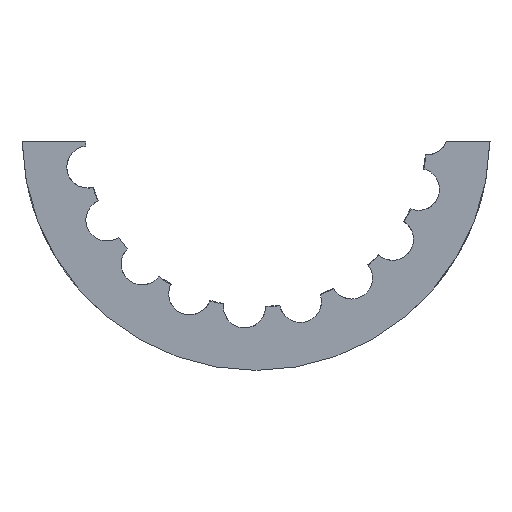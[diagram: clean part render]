
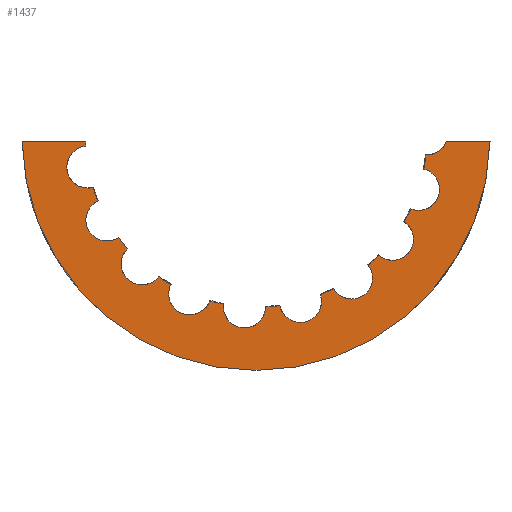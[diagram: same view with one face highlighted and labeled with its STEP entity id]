
A CAD part, front view. The second image highlights one B-rep face of the part: STEP entity #1437.
In plain terms, the highlighted planar face has unit normal (0, -1, 0).
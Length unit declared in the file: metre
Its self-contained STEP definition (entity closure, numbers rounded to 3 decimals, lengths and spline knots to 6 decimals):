
#32=PLANE('',#1632);
#89=LINE('',#2745,#151);
#90=LINE('',#2746,#152);
#151=VECTOR('',#2042,1.);
#152=VECTOR('',#2043,1.);
#401=ORIENTED_EDGE('',*,*,#809,.F.);
#402=ORIENTED_EDGE('',*,*,#810,.T.);
#403=ORIENTED_EDGE('',*,*,#811,.T.);
#404=ORIENTED_EDGE('',*,*,#802,.T.);
#405=ORIENTED_EDGE('',*,*,#812,.T.);
#406=ORIENTED_EDGE('',*,*,#813,.F.);
#407=ORIENTED_EDGE('',*,*,#712,.T.);
#408=ORIENTED_EDGE('',*,*,#814,.F.);
#409=ORIENTED_EDGE('',*,*,#704,.T.);
#410=ORIENTED_EDGE('',*,*,#815,.F.);
#411=ORIENTED_EDGE('',*,*,#710,.T.);
#412=ORIENTED_EDGE('',*,*,#816,.F.);
#413=ORIENTED_EDGE('',*,*,#700,.T.);
#414=ORIENTED_EDGE('',*,*,#817,.F.);
#415=ORIENTED_EDGE('',*,*,#696,.T.);
#416=ORIENTED_EDGE('',*,*,#818,.F.);
#417=ORIENTED_EDGE('',*,*,#692,.T.);
#418=ORIENTED_EDGE('',*,*,#819,.F.);
#419=ORIENTED_EDGE('',*,*,#688,.T.);
#420=ORIENTED_EDGE('',*,*,#820,.F.);
#421=ORIENTED_EDGE('',*,*,#684,.T.);
#422=ORIENTED_EDGE('',*,*,#821,.F.);
#423=ORIENTED_EDGE('',*,*,#680,.T.);
#680=EDGE_CURVE('',#900,#898,#1030,.T.);
#684=EDGE_CURVE('',#904,#902,#1032,.T.);
#688=EDGE_CURVE('',#908,#906,#1034,.T.);
#692=EDGE_CURVE('',#912,#910,#1036,.T.);
#696=EDGE_CURVE('',#916,#914,#1038,.T.);
#700=EDGE_CURVE('',#920,#918,#1040,.T.);
#704=EDGE_CURVE('',#924,#922,#1042,.T.);
#710=EDGE_CURVE('',#927,#929,#1045,.T.);
#712=EDGE_CURVE('',#932,#930,#1046,.T.);
#802=EDGE_CURVE('',#995,#997,#1113,.T.);
#809=EDGE_CURVE('',#998,#898,#1114,.T.);
#810=EDGE_CURVE('',#998,#999,#1115,.T.);
#811=EDGE_CURVE('',#999,#995,#89,.T.);
#812=EDGE_CURVE('',#997,#1000,#90,.T.);
#813=EDGE_CURVE('',#932,#1000,#1116,.T.);
#814=EDGE_CURVE('',#924,#930,#1117,.T.);
#815=EDGE_CURVE('',#927,#922,#1118,.T.);
#816=EDGE_CURVE('',#920,#929,#1119,.T.);
#817=EDGE_CURVE('',#916,#918,#1120,.T.);
#818=EDGE_CURVE('',#912,#914,#1121,.T.);
#819=EDGE_CURVE('',#908,#910,#1122,.T.);
#820=EDGE_CURVE('',#904,#906,#1123,.T.);
#821=EDGE_CURVE('',#900,#902,#1124,.T.);
#898=VERTEX_POINT('',#2475);
#900=VERTEX_POINT('',#2478);
#902=VERTEX_POINT('',#2484);
#904=VERTEX_POINT('',#2487);
#906=VERTEX_POINT('',#2493);
#908=VERTEX_POINT('',#2496);
#910=VERTEX_POINT('',#2502);
#912=VERTEX_POINT('',#2505);
#914=VERTEX_POINT('',#2511);
#916=VERTEX_POINT('',#2514);
#918=VERTEX_POINT('',#2520);
#920=VERTEX_POINT('',#2523);
#922=VERTEX_POINT('',#2529);
#924=VERTEX_POINT('',#2532);
#927=VERTEX_POINT('',#2539);
#929=VERTEX_POINT('',#2543);
#930=VERTEX_POINT('',#2547);
#932=VERTEX_POINT('',#2550);
#995=VERTEX_POINT('',#2728);
#997=VERTEX_POINT('',#2732);
#998=VERTEX_POINT('',#2742);
#999=VERTEX_POINT('',#2744);
#1000=VERTEX_POINT('',#2747);
#1030=CIRCLE('',#1512,0.0325);
#1032=CIRCLE('',#1515,0.0325);
#1034=CIRCLE('',#1518,0.0325);
#1036=CIRCLE('',#1521,0.0325);
#1038=CIRCLE('',#1524,0.0325);
#1040=CIRCLE('',#1527,0.0325);
#1042=CIRCLE('',#1530,0.0325);
#1045=CIRCLE('',#1534,0.0325);
#1046=CIRCLE('',#1536,0.0325);
#1113=CIRCLE('',#1631,0.0445);
#1114=CIRCLE('',#1633,0.004);
#1115=CIRCLE('',#1634,0.0325);
#1116=CIRCLE('',#1635,0.004);
#1117=CIRCLE('',#1636,0.004);
#1118=CIRCLE('',#1637,0.004);
#1119=CIRCLE('',#1638,0.004);
#1120=CIRCLE('',#1639,0.004);
#1121=CIRCLE('',#1640,0.004);
#1122=CIRCLE('',#1641,0.004);
#1123=CIRCLE('',#1642,0.004);
#1124=CIRCLE('',#1643,0.004);
#1195=EDGE_LOOP('',(#401,#402,#403,#404,#405,#406,#407,#408,#409,#410,#411,
#412,#413,#414,#415,#416,#417,#418,#419,#420,#421,#422,#423));
#1302=FACE_BOUND('',#1195,.T.);
#1437=ADVANCED_FACE('',(#1302),#32,.T.);
#1512=AXIS2_PLACEMENT_3D('',#2477,#1751,#1752);
#1515=AXIS2_PLACEMENT_3D('',#2486,#1759,#1760);
#1518=AXIS2_PLACEMENT_3D('',#2495,#1767,#1768);
#1521=AXIS2_PLACEMENT_3D('',#2504,#1775,#1776);
#1524=AXIS2_PLACEMENT_3D('',#2513,#1783,#1784);
#1527=AXIS2_PLACEMENT_3D('',#2522,#1791,#1792);
#1530=AXIS2_PLACEMENT_3D('',#2531,#1799,#1800);
#1534=AXIS2_PLACEMENT_3D('',#2544,#1810,#1811);
#1536=AXIS2_PLACEMENT_3D('',#2549,#1815,#1816);
#1631=AXIS2_PLACEMENT_3D('',#2733,#2028,#2029);
#1632=AXIS2_PLACEMENT_3D('',#2740,#2036,#2037);
#1633=AXIS2_PLACEMENT_3D('',#2741,#2038,#2039);
#1634=AXIS2_PLACEMENT_3D('',#2743,#2040,#2041);
#1635=AXIS2_PLACEMENT_3D('',#2748,#2044,#2045);
#1636=AXIS2_PLACEMENT_3D('',#2749,#2046,#2047);
#1637=AXIS2_PLACEMENT_3D('',#2750,#2048,#2049);
#1638=AXIS2_PLACEMENT_3D('',#2751,#2050,#2051);
#1639=AXIS2_PLACEMENT_3D('',#2752,#2052,#2053);
#1640=AXIS2_PLACEMENT_3D('',#2753,#2054,#2055);
#1641=AXIS2_PLACEMENT_3D('',#2754,#2056,#2057);
#1642=AXIS2_PLACEMENT_3D('',#2755,#2058,#2059);
#1643=AXIS2_PLACEMENT_3D('',#2756,#2060,#2061);
#1751=DIRECTION('',(0.,1.,0.));
#1752=DIRECTION('',(1.,0.,0.));
#1759=DIRECTION('',(0.,1.,0.));
#1760=DIRECTION('',(1.,0.,0.));
#1767=DIRECTION('',(0.,1.,0.));
#1768=DIRECTION('',(1.,0.,0.));
#1775=DIRECTION('',(0.,1.,0.));
#1776=DIRECTION('',(1.,0.,0.));
#1783=DIRECTION('',(0.,1.,0.));
#1784=DIRECTION('',(1.,0.,0.));
#1791=DIRECTION('',(0.,1.,0.));
#1792=DIRECTION('',(1.,0.,0.));
#1799=DIRECTION('',(0.,1.,0.));
#1800=DIRECTION('',(1.,0.,0.));
#1810=DIRECTION('',(0.,1.,0.));
#1811=DIRECTION('',(1.,0.,0.));
#1815=DIRECTION('',(0.,1.,0.));
#1816=DIRECTION('',(1.,0.,0.));
#2028=DIRECTION('',(0.,-1.,0.));
#2029=DIRECTION('',(1.,0.,0.));
#2036=DIRECTION('',(0.,-1.,0.));
#2037=DIRECTION('',(1.,0.,0.));
#2038=DIRECTION('',(0.,-1.,0.));
#2039=DIRECTION('',(1.,0.,0.));
#2040=DIRECTION('',(0.,1.,0.));
#2041=DIRECTION('',(1.,0.,0.));
#2042=DIRECTION('',(-1.,0.,0.));
#2043=DIRECTION('',(-1.,0.,0.));
#2044=DIRECTION('',(0.,-1.,0.));
#2045=DIRECTION('',(1.,0.,0.));
#2046=DIRECTION('',(0.,-1.,0.));
#2047=DIRECTION('',(1.,0.,0.));
#2048=DIRECTION('',(0.,-1.,0.));
#2049=DIRECTION('',(1.,0.,0.));
#2050=DIRECTION('',(0.,-1.,0.));
#2051=DIRECTION('',(1.,0.,0.));
#2052=DIRECTION('',(0.,-1.,0.));
#2053=DIRECTION('',(1.,0.,0.));
#2054=DIRECTION('',(0.,-1.,0.));
#2055=DIRECTION('',(1.,0.,0.));
#2056=DIRECTION('',(0.,-1.,0.));
#2057=DIRECTION('',(1.,0.,0.));
#2058=DIRECTION('',(0.,-1.,0.));
#2059=DIRECTION('',(1.,0.,0.));
#2060=DIRECTION('',(0.,-1.,0.));
#2061=DIRECTION('',(1.,0.,0.));
#2475=CARTESIAN_POINT('',(-0.031012,0.,-0.009722));
#2477=CARTESIAN_POINT('',(0.,0.,0.));
#2478=CARTESIAN_POINT('',(-0.030082,0.,-0.012301));
#2484=CARTESIAN_POINT('',(-0.026175,0.,-0.019264));
#2486=CARTESIAN_POINT('',(0.,0.,0.));
#2487=CARTESIAN_POINT('',(-0.024458,0.,-0.021402));
#2493=CARTESIAN_POINT('',(-0.018502,0.,-0.02672));
#2495=CARTESIAN_POINT('',(0.,0.,0.));
#2496=CARTESIAN_POINT('',(-0.016184,0.,-0.028184));
#2502=CARTESIAN_POINT('',(-0.008823,0.,-0.031279));
#2504=CARTESIAN_POINT('',(0.,0.,0.));
#2505=CARTESIAN_POINT('',(-0.006156,0.,-0.031912));
#2511=CARTESIAN_POINT('',(0.001811,0.,-0.032449));
#2513=CARTESIAN_POINT('',(0.,0.,0.));
#2514=CARTESIAN_POINT('',(0.00454,0.,-0.032181));
#2520=CARTESIAN_POINT('',(0.012249,0.,-0.030103));
#2522=CARTESIAN_POINT('',(0.,0.,0.));
#2523=CARTESIAN_POINT('',(0.014743,0.,-0.028964));
#2529=CARTESIAN_POINT('',(0.028156,0.,-0.016232));
#2531=CARTESIAN_POINT('',(0.,0.,0.));
#2532=CARTESIAN_POINT('',(0.029424,0.,-0.013801));
#2539=CARTESIAN_POINT('',(0.023349,0.,-0.022607));
#2543=CARTESIAN_POINT('',(0.02136,0.,-0.024495));
#2544=CARTESIAN_POINT('',(0.,0.,0.));
#2547=CARTESIAN_POINT('',(0.031901,0.,-0.00621));
#2549=CARTESIAN_POINT('',(0.,0.,0.));
#2550=CARTESIAN_POINT('',(0.032311,0.,-0.003499));
#2728=CARTESIAN_POINT('',(-0.044489,0.,-0.001));
#2732=CARTESIAN_POINT('',(0.044489,0.,-0.001));
#2733=CARTESIAN_POINT('',(0.,0.,0.));
#2740=CARTESIAN_POINT('',(0.,0.,0.));
#2741=CARTESIAN_POINT('',(-0.031971,0.,-0.005838));
#2742=CARTESIAN_POINT('',(-0.032446,0.,-0.001867));
#2743=CARTESIAN_POINT('',(0.,0.,0.));
#2744=CARTESIAN_POINT('',(-0.032485,0.,-0.001));
#2745=CARTESIAN_POINT('',(-0.044489,0.,-0.001));
#2746=CARTESIAN_POINT('',(0.,0.,-0.001));
#2747=CARTESIAN_POINT('',(0.036206,0.,-0.001));
#2748=CARTESIAN_POINT('',(0.032496,0.,0.000496));
#2749=CARTESIAN_POINT('',(0.030897,0.,-0.010082));
#2750=CARTESIAN_POINT('',(0.025949,0.,-0.019568));
#2751=CARTESIAN_POINT('',(0.018189,0.,-0.026933));
#2752=CARTESIAN_POINT('',(0.008459,0.,-0.03138));
#2753=CARTESIAN_POINT('',(-0.002189,0.,-0.032426));
#2754=CARTESIAN_POINT('',(-0.012599,0.,-0.029959));
#2755=CARTESIAN_POINT('',(-0.021644,0.,-0.024244));
#2756=CARTESIAN_POINT('',(-0.028343,0.,-0.015903));
